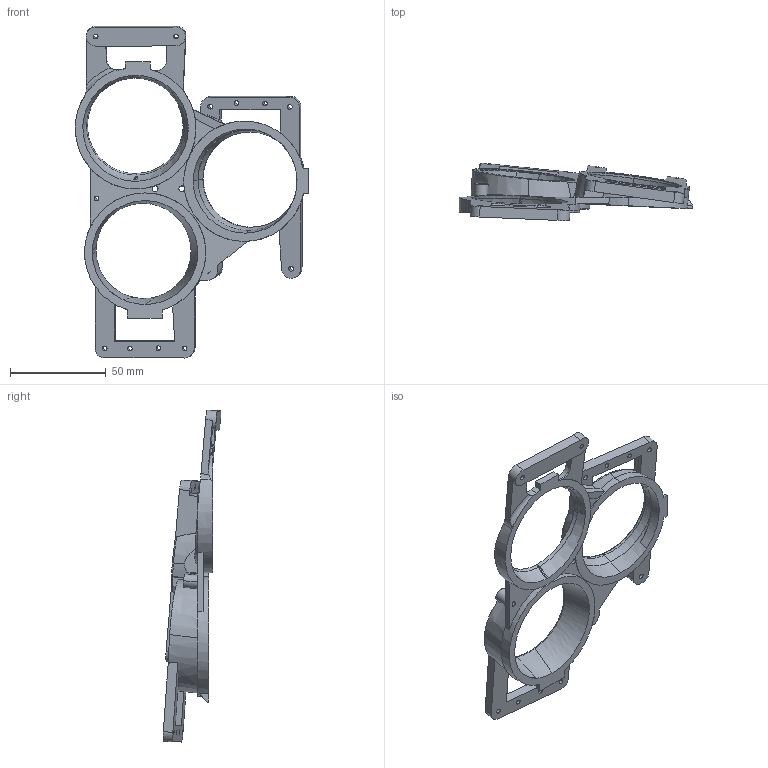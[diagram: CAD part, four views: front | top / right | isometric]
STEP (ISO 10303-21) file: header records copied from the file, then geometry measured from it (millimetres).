
FILE_DESCRIPTION((''),'2;1');
FILE_NAME('TRIPLE_GAUGE','2023-03-28T',('Joe'),('Kohler Company'),'CREO PARAMETRIC BY PTC INC, 2014190','CREO PARAMETRIC BY PTC INC, 2014190','');
FILE_SCHEMA(('CONFIG_CONTROL_DESIGN'));
Length unit declared in the file: millimetre
Products named in the file (1): TRIPLE_GAUGE
Bounding box: 122.09 x 30.23 x 173.55 mm (x, y, z)
Volume: 51474.9 mm3; surface area: 30508.6 mm2
Topology: 1 solids, 1 shells, 246 faces, 699 edges, 451 vertices
Faces by surface type: bspline 94, plane 76, cylinder 44, extrusion 32
Entity records: 12961 total; most frequent: CARTESIAN_POINT 7322, ORIENTED_EDGE 1398, DIRECTION 783, EDGE_CURVE 699, VERTEX_POINT 451, B_SPLINE_CURVE_WITH_KNOTS 353, EDGE_LOOP 284, VECTOR 277
